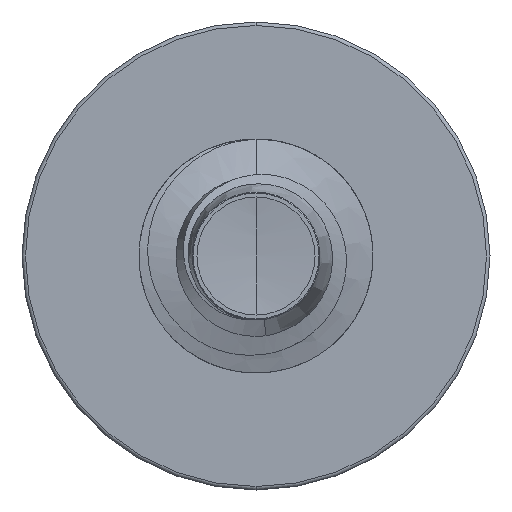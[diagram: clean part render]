
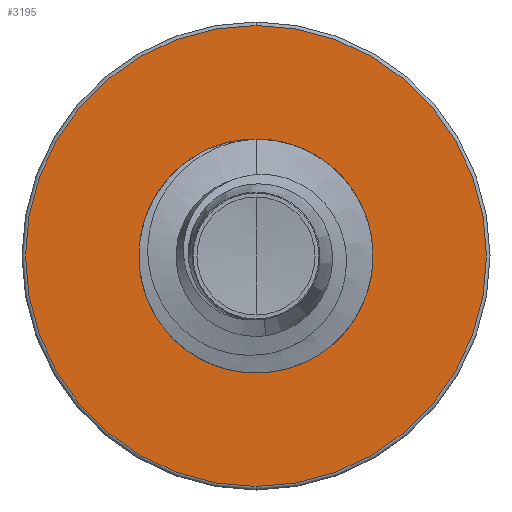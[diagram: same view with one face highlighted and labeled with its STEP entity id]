
A CAD part, front view. The second image highlights one B-rep face of the part: STEP entity #3195.
In plain terms, the highlighted planar face has unit normal (0, -1, 0).
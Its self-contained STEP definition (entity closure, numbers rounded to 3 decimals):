
#216 = CARTESIAN_POINT ( 'NONE',  ( 0., 8.5, 3.94 ) ) ;
#449 = CARTESIAN_POINT ( 'NONE',  ( 0., 8.5, -1.789 ) ) ;
#564 = ORIENTED_EDGE ( 'NONE', *, *, #8353, .T. ) ;
#1003 = ORIENTED_EDGE ( 'NONE', *, *, #3227, .F. ) ;
#1357 = DIRECTION ( 'NONE',  ( 0., 1., 0. ) ) ;
#1427 = DIRECTION ( 'NONE',  ( 0., 1., 0. ) ) ;
#2242 = FACE_OUTER_BOUND ( 'NONE', #4898, .T. ) ;
#2698 = DIRECTION ( 'NONE',  ( 0., 1., 0. ) ) ;
#2703 = VERTEX_POINT ( 'NONE', #216 ) ;
#3195 = ADVANCED_FACE ( 'NONE', ( #2242, #7151 ), #8660, .F. ) ;
#3227 = EDGE_CURVE ( 'NONE', #2703, #5995, #11639, .T. ) ;
#3550 = VERTEX_POINT ( 'NONE', #11543 ) ;
#3958 = CARTESIAN_POINT ( 'NONE',  ( 0., 8.5, 1.789 ) ) ;
#4021 = EDGE_CURVE ( 'NONE', #5995, #2703, #8432, .T. ) ;
#4072 = DIRECTION ( 'NONE',  ( 0., 0., 1. ) ) ;
#4898 = EDGE_LOOP ( 'NONE', ( #1003, #5784 ) ) ;
#4984 = AXIS2_PLACEMENT_3D ( 'NONE', #6949, #1427, #7848 ) ;
#5115 = CARTESIAN_POINT ( 'NONE',  ( 0., 8.5, 0. ) ) ;
#5159 = EDGE_LOOP ( 'NONE', ( #7954, #564 ) ) ;
#5247 = CIRCLE ( 'NONE', #4984, 1.789 ) ;
#5451 = AXIS2_PLACEMENT_3D ( 'NONE', #5115, #11463, #6046 ) ;
#5457 = AXIS2_PLACEMENT_3D ( 'NONE', #8203, #2698, #9114 ) ;
#5716 = EDGE_CURVE ( 'NONE', #7662, #3550, #5247, .T. ) ;
#5784 = ORIENTED_EDGE ( 'NONE', *, *, #4021, .F. ) ;
#5995 = VERTEX_POINT ( 'NONE', #9044 ) ;
#6046 = DIRECTION ( 'NONE',  ( 0., 0., 1. ) ) ;
#6881 = CARTESIAN_POINT ( 'NONE',  ( 0., 8.5, 0. ) ) ;
#6949 = CARTESIAN_POINT ( 'NONE',  ( 0., 8.5, 0. ) ) ;
#7151 = FACE_BOUND ( 'NONE', #5159, .T. ) ;
#7662 = VERTEX_POINT ( 'NONE', #3958 ) ;
#7788 = DIRECTION ( 'NONE',  ( 0., 0., 1. ) ) ;
#7848 = DIRECTION ( 'NONE',  ( 0., 0., 1. ) ) ;
#7954 = ORIENTED_EDGE ( 'NONE', *, *, #5716, .T. ) ;
#8203 = CARTESIAN_POINT ( 'NONE',  ( 0., 8.5, 0. ) ) ;
#8353 = EDGE_CURVE ( 'NONE', #3550, #7662, #8831, .T. ) ;
#8432 = CIRCLE ( 'NONE', #5451, 3.94 ) ;
#8660 = PLANE ( 'NONE',  #9962 ) ;
#8831 = CIRCLE ( 'NONE', #5457, 1.789 ) ;
#9044 = CARTESIAN_POINT ( 'NONE',  ( 0., 8.5, -3.94 ) ) ;
#9114 = DIRECTION ( 'NONE',  ( 0., 0., 1. ) ) ;
#9371 = AXIS2_PLACEMENT_3D ( 'NONE', #6881, #1357, #7788 ) ;
#9580 = DIRECTION ( 'NONE',  ( 0., 1., 0. ) ) ;
#9962 = AXIS2_PLACEMENT_3D ( 'NONE', #449, #9580, #4072 ) ;
#11463 = DIRECTION ( 'NONE',  ( 0., 1., 0. ) ) ;
#11543 = CARTESIAN_POINT ( 'NONE',  ( 0., 8.5, -1.789 ) ) ;
#11639 = CIRCLE ( 'NONE', #9371, 3.94 ) ;
